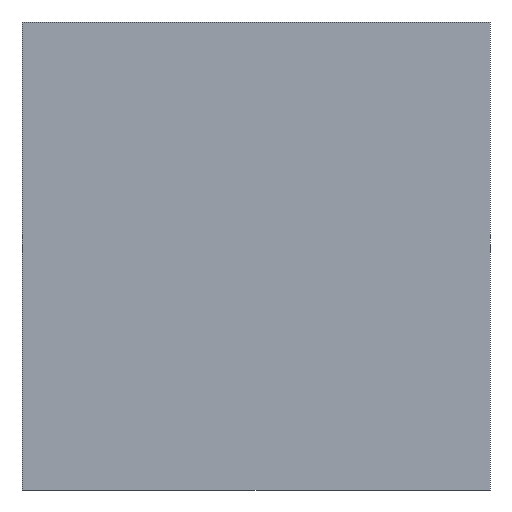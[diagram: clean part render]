
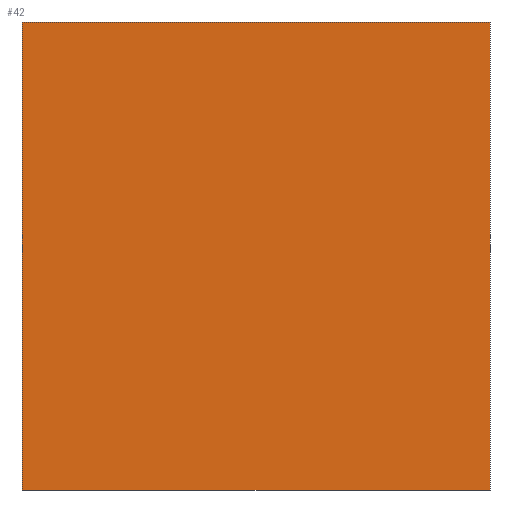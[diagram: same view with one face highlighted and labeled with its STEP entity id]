
A CAD part, left-side view. The second image highlights one B-rep face of the part: STEP entity #42.
In plain terms, the highlighted planar face has unit normal (-1, 0, 0).
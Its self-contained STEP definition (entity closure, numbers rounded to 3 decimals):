
#6 = CARTESIAN_POINT ( 'NONE',  ( 142.354, 27.179, 12.5 ) ) ;
#13 = DIRECTION ( 'NONE',  ( 0., -1., 0. ) ) ;
#22 = ORIENTED_EDGE ( 'NONE', *, *, #67, .F. ) ;
#38 = CARTESIAN_POINT ( 'NONE',  ( 142.354, 27.179, 12.5 ) ) ;
#39 = PLANE ( 'NONE',  #220 ) ;
#42 = ADVANCED_FACE ( 'NONE', ( #114 ), #39, .F. ) ;
#45 = VERTEX_POINT ( 'NONE', #185 ) ;
#49 = EDGE_CURVE ( 'NONE', #181, #172, #55, .T. ) ;
#52 = ORIENTED_EDGE ( 'NONE', *, *, #169, .T. ) ;
#55 = LINE ( 'NONE', #38, #64 ) ;
#59 = CARTESIAN_POINT ( 'NONE',  ( 142.354, 33.429, 12.5 ) ) ;
#64 = VECTOR ( 'NONE', #153, 1000. ) ;
#67 = EDGE_CURVE ( 'NONE', #143, #181, #152, .T. ) ;
#75 = ORIENTED_EDGE ( 'NONE', *, *, #49, .F. ) ;
#81 = CARTESIAN_POINT ( 'NONE',  ( 142.354, 39.679, 12.5 ) ) ;
#97 = CARTESIAN_POINT ( 'NONE',  ( 142.354, 39.679, 12.5 ) ) ;
#108 = EDGE_LOOP ( 'NONE', ( #233, #75, #22, #52 ) ) ;
#110 = VECTOR ( 'NONE', #13, 1000. ) ;
#114 = FACE_OUTER_BOUND ( 'NONE', #108, .T. ) ;
#116 = LINE ( 'NONE', #214, #110 ) ;
#119 = LINE ( 'NONE', #97, #125 ) ;
#125 = VECTOR ( 'NONE', #227, 1000. ) ;
#134 = DIRECTION ( 'NONE',  ( 1., 0., 0. ) ) ;
#143 = VERTEX_POINT ( 'NONE', #81 ) ;
#151 = CARTESIAN_POINT ( 'NONE',  ( 142.354, 27.179, 0. ) ) ;
#152 = LINE ( 'NONE', #174, #164 ) ;
#153 = DIRECTION ( 'NONE',  ( 0., 0., -1. ) ) ;
#164 = VECTOR ( 'NONE', #188, 1000. ) ;
#169 = EDGE_CURVE ( 'NONE', #143, #45, #119, .T. ) ;
#172 = VERTEX_POINT ( 'NONE', #151 ) ;
#174 = CARTESIAN_POINT ( 'NONE',  ( 142.354, 27.179, 12.5 ) ) ;
#181 = VERTEX_POINT ( 'NONE', #6 ) ;
#185 = CARTESIAN_POINT ( 'NONE',  ( 142.354, 39.679, 0. ) ) ;
#188 = DIRECTION ( 'NONE',  ( 0., -1., 0. ) ) ;
#214 = CARTESIAN_POINT ( 'NONE',  ( 142.354, 33.429, 0. ) ) ;
#220 = AXIS2_PLACEMENT_3D ( 'NONE', #59, #134, #226 ) ;
#226 = DIRECTION ( 'NONE',  ( 0., 0., -1. ) ) ;
#227 = DIRECTION ( 'NONE',  ( 0., 0., -1. ) ) ;
#230 = EDGE_CURVE ( 'NONE', #45, #172, #116, .T. ) ;
#233 = ORIENTED_EDGE ( 'NONE', *, *, #230, .T. ) ;
